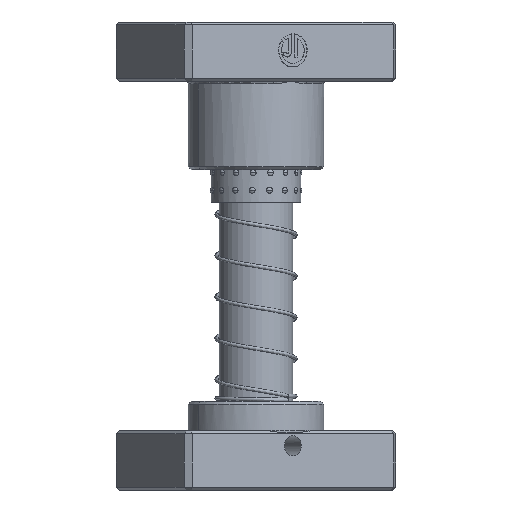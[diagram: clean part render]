
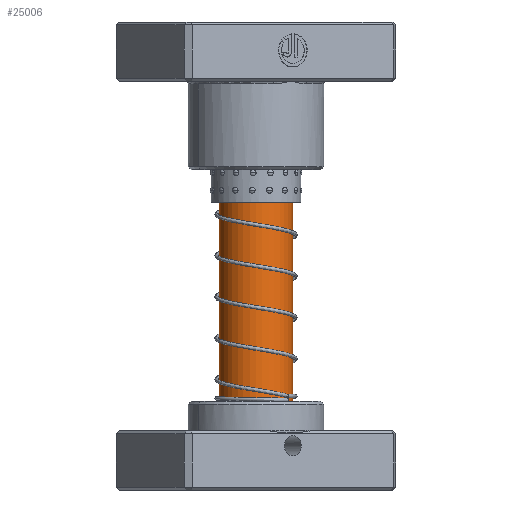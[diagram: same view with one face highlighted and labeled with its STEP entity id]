
A CAD part, front view. The second image highlights one B-rep face of the part: STEP entity #25006.
In plain terms, the highlighted cylindrical face has radius 12.5 mm (diameter 25 mm), a partial arc.
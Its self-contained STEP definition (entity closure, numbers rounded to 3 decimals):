
#198 = VERTEX_POINT ( 'NONE', #21648 ) ;
#249 = CARTESIAN_POINT ( 'NONE',  ( -12.5, 0., 19. ) ) ;
#312 = CARTESIAN_POINT ( 'NONE',  ( 12.5, 0., 127.5 ) ) ;
#936 = DIRECTION ( 'NONE',  ( 0., 0., -1. ) ) ;
#3283 = DIRECTION ( 'NONE',  ( 0., 0., -1. ) ) ;
#3560 = AXIS2_PLACEMENT_3D ( 'NONE', #23053, #3283, #26361 ) ;
#4424 = CARTESIAN_POINT ( 'NONE',  ( 0., 0., 130. ) ) ;
#4753 = LINE ( 'NONE', #17522, #30031 ) ;
#7712 = ORIENTED_EDGE ( 'NONE', *, *, #16740, .T. ) ;
#8636 = DIRECTION ( 'NONE',  ( 0., 0., -1. ) ) ;
#10152 = CARTESIAN_POINT ( 'NONE',  ( 12.5, 0., 19. ) ) ;
#10805 = VERTEX_POINT ( 'NONE', #249 ) ;
#16661 = ORIENTED_EDGE ( 'NONE', *, *, #39529, .T. ) ;
#16740 = EDGE_CURVE ( 'NONE', #198, #10805, #35056, .T. ) ;
#17522 = CARTESIAN_POINT ( 'NONE',  ( 12.5, 0., 130. ) ) ;
#18018 = CYLINDRICAL_SURFACE ( 'NONE', #26132, 12.5 ) ;
#18344 = EDGE_CURVE ( 'NONE', #29272, #10805, #30262, .T. ) ;
#19050 = FACE_OUTER_BOUND ( 'NONE', #20486, .T. ) ;
#19241 = DIRECTION ( 'NONE',  ( 0., 0., -1. ) ) ;
#20486 = EDGE_LOOP ( 'NONE', ( #22637, #16661, #7712, #33342 ) ) ;
#21648 = CARTESIAN_POINT ( 'NONE',  ( -12.5, 0., 127.5 ) ) ;
#22637 = ORIENTED_EDGE ( 'NONE', *, *, #41919, .F. ) ;
#23053 = CARTESIAN_POINT ( 'NONE',  ( 0., 0., 127.5 ) ) ;
#25006 = ADVANCED_FACE ( 'NONE', ( #19050 ), #18018, .T. ) ;
#26132 = AXIS2_PLACEMENT_3D ( 'NONE', #4424, #27493, #30546 ) ;
#26226 = VECTOR ( 'NONE', #8636, 1000. ) ;
#26361 = DIRECTION ( 'NONE',  ( 1., 0., 0. ) ) ;
#27493 = DIRECTION ( 'NONE',  ( 0., 0., -1. ) ) ;
#29028 = AXIS2_PLACEMENT_3D ( 'NONE', #39080, #19241, #42388 ) ;
#29272 = VERTEX_POINT ( 'NONE', #10152 ) ;
#30031 = VECTOR ( 'NONE', #936, 1000. ) ;
#30262 = CIRCLE ( 'NONE', #29028, 12.5 ) ;
#30546 = DIRECTION ( 'NONE',  ( -1., 0., 0. ) ) ;
#33342 = ORIENTED_EDGE ( 'NONE', *, *, #18344, .F. ) ;
#35056 = LINE ( 'NONE', #41638, #26226 ) ;
#39080 = CARTESIAN_POINT ( 'NONE',  ( 0., 0., 19. ) ) ;
#39529 = EDGE_CURVE ( 'NONE', #40708, #198, #42673, .T. ) ;
#40708 = VERTEX_POINT ( 'NONE', #312 ) ;
#41638 = CARTESIAN_POINT ( 'NONE',  ( -12.5, 0., 130. ) ) ;
#41919 = EDGE_CURVE ( 'NONE', #40708, #29272, #4753, .T. ) ;
#42388 = DIRECTION ( 'NONE',  ( -1., 0., 0. ) ) ;
#42673 = CIRCLE ( 'NONE', #3560, 12.5 ) ;
